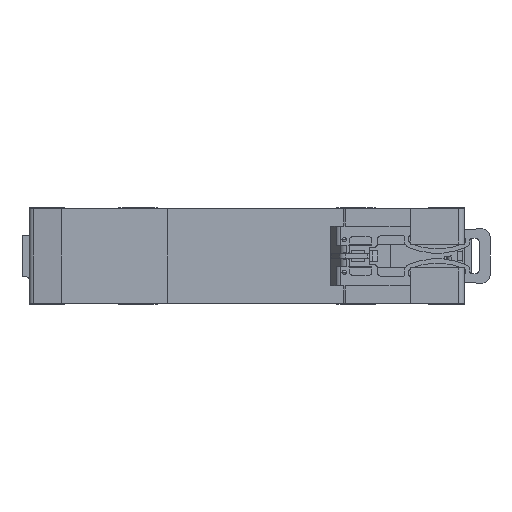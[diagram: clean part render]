
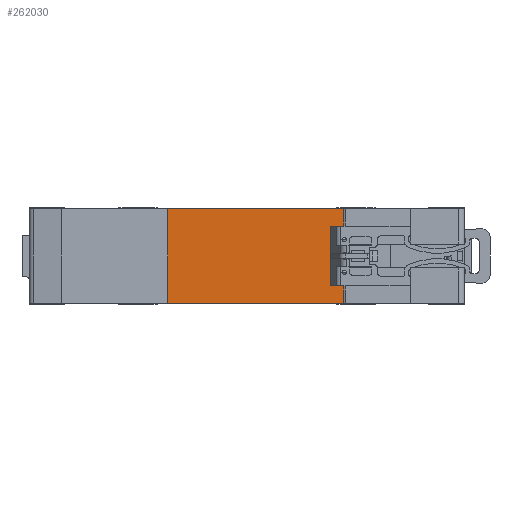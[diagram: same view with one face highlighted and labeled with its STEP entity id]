
A CAD part, front view. The second image highlights one B-rep face of the part: STEP entity #262030.
In plain terms, the highlighted planar face has unit normal (0, -1, 0).
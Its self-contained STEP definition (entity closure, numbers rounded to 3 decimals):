
#59860=CARTESIAN_POINT('',(57.8,5.5,-8.7));
#59870=VERTEX_POINT('',#59860);
#59900=CARTESIAN_POINT('',(57.8,5.5,-8.7));
#59910=DIRECTION('',(0.,0.,-1.));
#59920=VECTOR('',#59910,1.);
#59930=LINE('',#59900,#59920);
#59940=CARTESIAN_POINT('',(57.8,5.5,-2.1));
#59950=VERTEX_POINT('',#59940);
#59960=EDGE_CURVE('',#59950,#59870,#59930,.T.);
#61190=CARTESIAN_POINT('',(58.9,5.5,-2.1));
#61200=VERTEX_POINT('',#61190);
#61540=CARTESIAN_POINT('',(30.148,5.5,-2.1));
#61550=DIRECTION('',(-1.,0.,0.));
#61560=VECTOR('',#61550,1.);
#61570=LINE('',#61540,#61560);
#61580=EDGE_CURVE('',#61200,#59950,#61570,.T.);
#127820=CARTESIAN_POINT('',(57.8,5.5,
8.7));
#127830=VERTEX_POINT('',#127820);
#127860=CARTESIAN_POINT('',(30.148,5.5,
8.7));
#127870=DIRECTION('',(-1.,0.,0.));
#127880=VECTOR('',#127870,1.);
#127890=LINE('',#127860,#127880);
#127900=CARTESIAN_POINT('',(22.5,5.5,8.7));
#127910=VERTEX_POINT('',#127900);
#127920=EDGE_CURVE('',#127830,#127910,#127890,.T.);
#172900=CARTESIAN_POINT('',(58.9,5.5,-8.7));
#172910=DIRECTION('',(0.,0.,-1.));
#172920=VECTOR('',#172910,1.);
#172930=LINE('',#172900,#172920);
#172940=CARTESIAN_POINT('',(58.9,5.5,2.1));
#172950=VERTEX_POINT('',#172940);
#172960=EDGE_CURVE('',#172950,#61200,#172930,.T.);
#193110=CARTESIAN_POINT('',(22.5,5.5,-57.2));
#193120=DIRECTION('',(0.,0.,-1.));
#193130=VECTOR('',#193120,1.);
#193140=LINE('',#193110,#193130);
#193150=CARTESIAN_POINT('',(22.5,5.5,-8.7));
#193160=VERTEX_POINT('',#193150);
#193170=EDGE_CURVE('',#127910,#193160,#193140,.T.);
#261200=CARTESIAN_POINT('',(30.148,5.5,
2.1));
#261210=DIRECTION('',(1.,0.,0.));
#261220=VECTOR('',#261210,1.);
#261230=LINE('',#261200,#261220);
#261240=CARTESIAN_POINT('',(57.8,5.5,
2.1));
#261250=VERTEX_POINT('',#261240);
#261260=EDGE_CURVE('',#261250,#172950,#261230,.T.);
#261780=CARTESIAN_POINT('',(40.768,5.5,
8.7));
#261790=DIRECTION('',(-0.,-1.,-0.));
#261800=DIRECTION('',(-1.,0.,0.));
#261810=AXIS2_PLACEMENT_3D('',#261780,#261790,#261800);
#261820=PLANE('',#261810);
#261830=ORIENTED_EDGE('',*,*,#61580,.F.);
#261840=ORIENTED_EDGE('',*,*,#59960,.F.);
#261850=CARTESIAN_POINT('',(30.148,5.5,-8.7));
#261860=DIRECTION('',(1.,0.,0.));
#261870=VECTOR('',#261860,1.);
#261880=LINE('',#261850,#261870);
#261890=EDGE_CURVE('',#193160,#59870,#261880,.T.);
#261900=ORIENTED_EDGE('',*,*,#261890,.T.);
#261910=ORIENTED_EDGE('',*,*,#193170,.T.);
#261920=ORIENTED_EDGE('',*,*,#127920,.T.);
#261930=CARTESIAN_POINT('',(57.8,5.5,
-57.2));
#261940=DIRECTION('',(0.,0.,-1.));
#261950=VECTOR('',#261940,1.);
#261960=LINE('',#261930,#261950);
#261970=EDGE_CURVE('',#127830,#261250,#261960,.T.);
#261980=ORIENTED_EDGE('',*,*,#261970,.F.);
#261990=ORIENTED_EDGE('',*,*,#261260,.F.);
#262000=ORIENTED_EDGE('',*,*,#172960,.F.);
#262010=EDGE_LOOP('',(#262000,#261990,#261980,#261920,#261910,#261900,
#261840,#261830));
#262020=FACE_OUTER_BOUND('',#262010,.T.);
#262030=ADVANCED_FACE('',(#262020),#261820,.T.);
